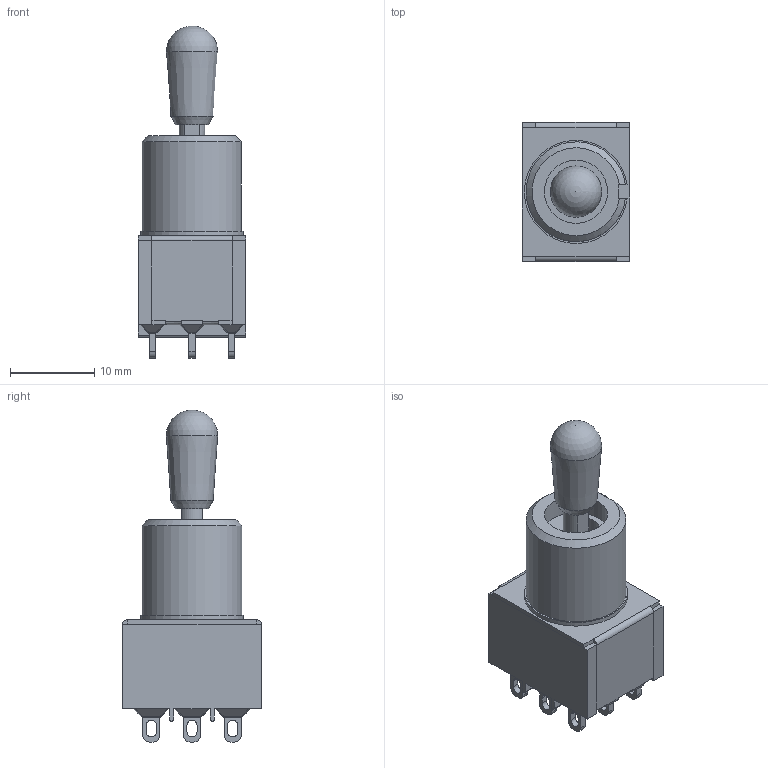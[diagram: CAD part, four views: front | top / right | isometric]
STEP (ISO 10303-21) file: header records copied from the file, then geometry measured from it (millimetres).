
FILE_DESCRIPTION(/* description */ (''),/* implementation_level */ '2;1');
FILE_NAME(/* name */ '1003PxT7B13M1xE.stp',/* time_stamp */ '2026-01-16T12:29:29-06:00',/* author */ ('jmeyers'),/* organization */ (''),/* preprocessor_version */ 'ST-DEVELOPER v18.1',/* originating_system */ 'Autodesk Inventor 2022',/* authorisation */ '');
FILE_SCHEMA (('AUTOMOTIVE_DESIGN { 1 0 10303 214 3 1 1 }'));
Length unit declared in the file: inch
Products named in the file (1): Part99
Bounding box: 12.7 x 16.51 x 39.39 mm (x, y, z)
Volume: 3633 mm3; surface area: 2482.9 mm2
Topology: 1 solids, 3 shells, 416 faces, 1062 edges, 627 vertices
Faces by surface type: plane 241, cylinder 133, sphere 39, cone 3
Full cylindrical faces by diameter (mm): 7.5 x3
Entity records: 12196 total; most frequent: DIRECTION 2159, CARTESIAN_POINT 2072, ORIENTED_EDGE 2048, EDGE_CURVE 1024, AXIS2_PLACEMENT_3D 720, LINE 719, VECTOR 719, VERTEX_POINT 627
